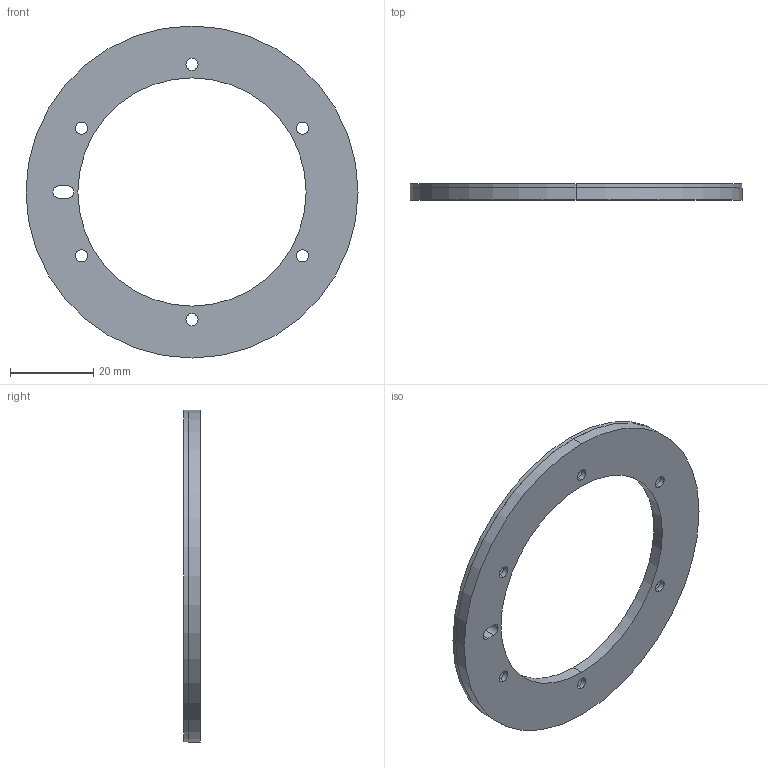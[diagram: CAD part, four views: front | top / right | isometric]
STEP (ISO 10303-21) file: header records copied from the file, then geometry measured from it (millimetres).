
FILE_DESCRIPTION (( 'STEP AP214' ), '1' );
FILE_NAME ('AksIM_ring_MRA8.STEP', '2013-02-12T08:23:46', ( ' ' ), ( ' ' ), 'SwSTEP 2.0', 'SolidWorks 2010', '' );
FILE_SCHEMA (( 'AUTOMOTIVE_DESIGN' ));
Length unit declared in the file: millimetre
Products named in the file (1): AksIM_ring_MRA8
Bounding box: 80 x 3.9 x 80 mm (x, y, z)
Volume: 8759.4 mm3; surface area: 7166.7 mm2
Topology: 1 solids, 1 shells, 46 faces, 108 edges, 72 vertices
Faces by surface type: cylinder 34, plane 12
Entity records: 1481 total; most frequent: DIRECTION 270, CARTESIAN_POINT 227, ORIENTED_EDGE 216, AXIS2_PLACEMENT_3D 115, EDGE_CURVE 108, VERTEX_POINT 72, EDGE_LOOP 70, CIRCLE 68
